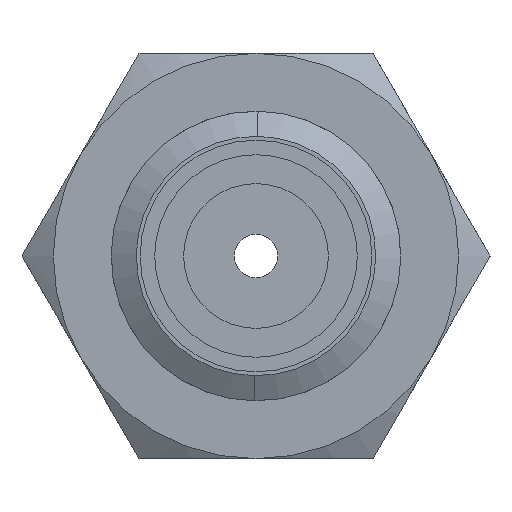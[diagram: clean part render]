
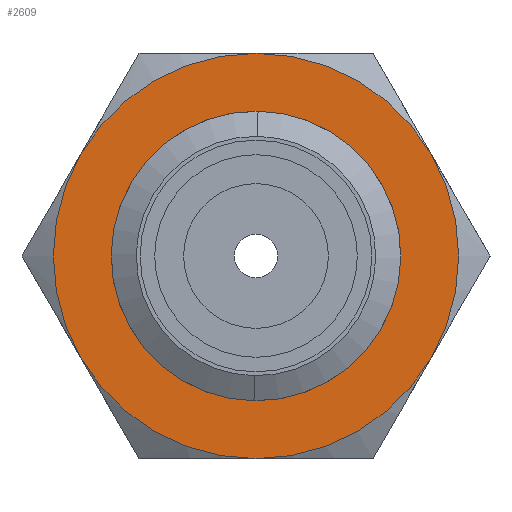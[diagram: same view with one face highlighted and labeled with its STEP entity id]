
A CAD part, front view. The second image highlights one B-rep face of the part: STEP entity #2609.
In plain terms, the highlighted face is planar.
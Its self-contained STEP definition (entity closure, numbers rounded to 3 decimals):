
#54 = VERTEX_POINT ( 'NONE', #1892 ) ;
#56 = ORIENTED_EDGE ( 'NONE', *, *, #2504, .F. ) ;
#63 = AXIS2_PLACEMENT_3D ( 'NONE', #2382, #1154, #2588 ) ;
#95 = EDGE_LOOP ( 'NONE', ( #300, #56 ) ) ;
#168 = CARTESIAN_POINT ( 'NONE',  ( -5., 0., 3. ) ) ;
#221 = ORIENTED_EDGE ( 'NONE', *, *, #2397, .T. ) ;
#300 = ORIENTED_EDGE ( 'NONE', *, *, #1908, .F. ) ;
#417 = CIRCLE ( 'NONE', #1909, 7. ) ;
#421 = CARTESIAN_POINT ( 'NONE',  ( -7., 0., 3. ) ) ;
#449 = FACE_OUTER_BOUND ( 'NONE', #1703, .T. ) ;
#476 = ORIENTED_EDGE ( 'NONE', *, *, #1511, .T. ) ;
#484 = CIRCLE ( 'NONE', #1749, 7. ) ;
#552 = AXIS2_PLACEMENT_3D ( 'NONE', #712, #724, #2147 ) ;
#633 = ORIENTED_EDGE ( 'NONE', *, *, #1716, .T. ) ;
#635 = DIRECTION ( 'NONE',  ( -1., 0., 0. ) ) ;
#642 = DIRECTION ( 'NONE',  ( 0., 0., -1. ) ) ;
#712 = CARTESIAN_POINT ( 'NONE',  ( 0., 0., 3. ) ) ;
#724 = DIRECTION ( 'NONE',  ( 0., 0., 1. ) ) ;
#736 = AXIS2_PLACEMENT_3D ( 'NONE', #2008, #1985, #1868 ) ;
#759 = EDGE_CURVE ( 'NONE', #2624, #54, #484, .T. ) ;
#786 = CARTESIAN_POINT ( 'NONE',  ( 0., 0., 3. ) ) ;
#844 = CARTESIAN_POINT ( 'NONE',  ( 0., 0., 3. ) ) ;
#845 = CARTESIAN_POINT ( 'NONE',  ( 0., 0., 3. ) ) ;
#913 = CIRCLE ( 'NONE', #736, 7. ) ;
#994 = ORIENTED_EDGE ( 'NONE', *, *, #1217, .T. ) ;
#999 = CARTESIAN_POINT ( 'NONE',  ( 0., -8.083, 3. ) ) ;
#1007 = DIRECTION ( 'NONE',  ( 0., 0., 1. ) ) ;
#1037 = CARTESIAN_POINT ( 'NONE',  ( 3.5, -6.062, 3. ) ) ;
#1054 = CARTESIAN_POINT ( 'NONE',  ( 5., 0., 3. ) ) ;
#1091 = FACE_BOUND ( 'NONE', #95, .T. ) ;
#1150 = CARTESIAN_POINT ( 'NONE',  ( -3.5, -6.062, 3. ) ) ;
#1154 = DIRECTION ( 'NONE',  ( 0., 0., 1. ) ) ;
#1217 = EDGE_CURVE ( 'NONE', #1791, #1244, #913, .T. ) ;
#1244 = VERTEX_POINT ( 'NONE', #1407 ) ;
#1247 = CIRCLE ( 'NONE', #2320, 7. ) ;
#1290 = CIRCLE ( 'NONE', #63, 5. ) ;
#1407 = CARTESIAN_POINT ( 'NONE',  ( 3.5, 6.062, 3. ) ) ;
#1414 = DIRECTION ( 'NONE',  ( 1., 0., 0. ) ) ;
#1417 = ORIENTED_EDGE ( 'NONE', *, *, #2302, .T. ) ;
#1418 = PLANE ( 'NONE',  #1864 ) ;
#1459 = DIRECTION ( 'NONE',  ( 0., 0., 1. ) ) ;
#1511 = EDGE_CURVE ( 'NONE', #2657, #1791, #2515, .T. ) ;
#1563 = CIRCLE ( 'NONE', #552, 7. ) ;
#1612 = ORIENTED_EDGE ( 'NONE', *, *, #759, .F. ) ;
#1629 = DIRECTION ( 'NONE',  ( 1., 0., 0. ) ) ;
#1661 = AXIS2_PLACEMENT_3D ( 'NONE', #1925, #1951, #1970 ) ;
#1703 = EDGE_LOOP ( 'NONE', ( #476, #994, #1417, #1612, #633, #221 ) ) ;
#1716 = EDGE_CURVE ( 'NONE', #2624, #1853, #1247, .T. ) ;
#1731 = AXIS2_PLACEMENT_3D ( 'NONE', #786, #1007, #1414 ) ;
#1749 = AXIS2_PLACEMENT_3D ( 'NONE', #844, #642, #635 ) ;
#1791 = VERTEX_POINT ( 'NONE', #2166 ) ;
#1804 = DIRECTION ( 'NONE',  ( 0., 0., 1. ) ) ;
#1819 = VERTEX_POINT ( 'NONE', #1054 ) ;
#1851 = DIRECTION ( 'NONE',  ( 1., 0., 0. ) ) ;
#1853 = VERTEX_POINT ( 'NONE', #1150 ) ;
#1858 = DIRECTION ( 'NONE',  ( 1., 0., 0. ) ) ;
#1864 = AXIS2_PLACEMENT_3D ( 'NONE', #999, #2224, #1629 ) ;
#1868 = DIRECTION ( 'NONE',  ( 1., 0., 0. ) ) ;
#1892 = CARTESIAN_POINT ( 'NONE',  ( -3.5, 6.062, 3. ) ) ;
#1908 = EDGE_CURVE ( 'NONE', #2095, #1819, #1942, .T. ) ;
#1909 = AXIS2_PLACEMENT_3D ( 'NONE', #845, #1459, #1858 ) ;
#1925 = CARTESIAN_POINT ( 'NONE',  ( 0., 0., 3. ) ) ;
#1942 = CIRCLE ( 'NONE', #1731, 5. ) ;
#1951 = DIRECTION ( 'NONE',  ( 0., 0., 1. ) ) ;
#1970 = DIRECTION ( 'NONE',  ( 1., 0., 0. ) ) ;
#1985 = DIRECTION ( 'NONE',  ( 0., 0., 1. ) ) ;
#2008 = CARTESIAN_POINT ( 'NONE',  ( 0., 0., 3. ) ) ;
#2095 = VERTEX_POINT ( 'NONE', #168 ) ;
#2147 = DIRECTION ( 'NONE',  ( 1., 0., 0. ) ) ;
#2166 = CARTESIAN_POINT ( 'NONE',  ( 7., 0., 3. ) ) ;
#2224 = DIRECTION ( 'NONE',  ( 0., 0., 1. ) ) ;
#2302 = EDGE_CURVE ( 'NONE', #1244, #54, #1563, .T. ) ;
#2320 = AXIS2_PLACEMENT_3D ( 'NONE', #2618, #1804, #1851 ) ;
#2382 = CARTESIAN_POINT ( 'NONE',  ( 0., 0., 3. ) ) ;
#2397 = EDGE_CURVE ( 'NONE', #1853, #2657, #417, .T. ) ;
#2504 = EDGE_CURVE ( 'NONE', #1819, #2095, #1290, .T. ) ;
#2515 = CIRCLE ( 'NONE', #1661, 7. ) ;
#2588 = DIRECTION ( 'NONE',  ( 1., 0., 0. ) ) ;
#2609 = ADVANCED_FACE ( 'NONE', ( #1091, #449 ), #1418, .T. ) ;
#2618 = CARTESIAN_POINT ( 'NONE',  ( 0., 0., 3. ) ) ;
#2624 = VERTEX_POINT ( 'NONE', #421 ) ;
#2657 = VERTEX_POINT ( 'NONE', #1037 ) ;
